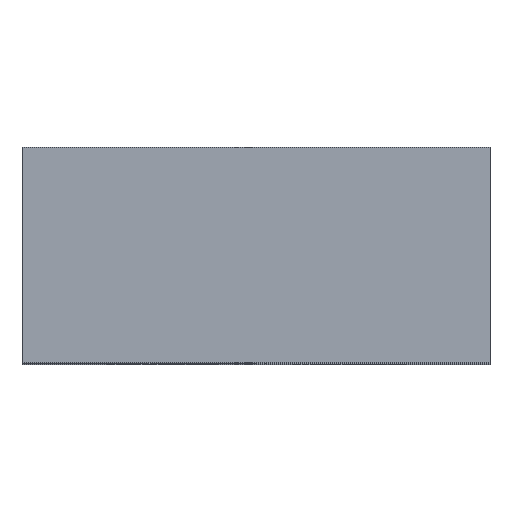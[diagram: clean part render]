
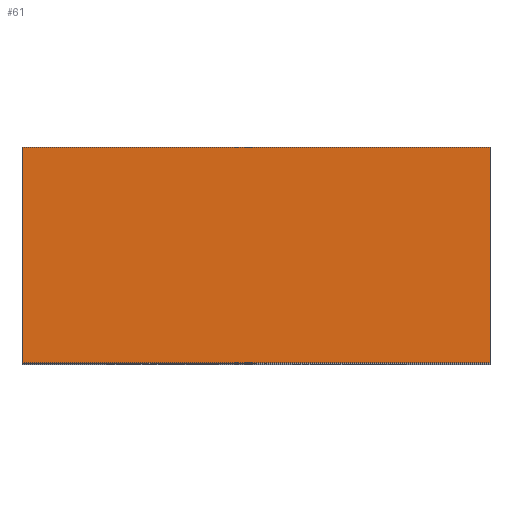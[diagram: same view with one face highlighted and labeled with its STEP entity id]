
A CAD part, top view. The second image highlights one B-rep face of the part: STEP entity #61.
In plain terms, the highlighted planar face has unit normal (0, 0, 1).
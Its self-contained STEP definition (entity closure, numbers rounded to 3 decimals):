
#61 = ADVANCED_FACE ( 'NONE', ( #592 ), #63, .F. ) ;
#63 = PLANE ( 'NONE',  #317 ) ;
#115 = DIRECTION ( 'NONE',  ( 0., -1., 0. ) ) ;
#175 = CARTESIAN_POINT ( 'NONE',  ( 0., 23., 0. ) ) ;
#220 = CARTESIAN_POINT ( 'NONE',  ( 50., 0., 0. ) ) ;
#239 = VECTOR ( 'NONE', #483, 1000. ) ;
#263 = CARTESIAN_POINT ( 'NONE',  ( 0., 0., 0. ) ) ;
#280 = VERTEX_POINT ( 'NONE', #811 ) ;
#301 = DIRECTION ( 'NONE',  ( 0., 0., -1. ) ) ;
#317 = AXIS2_PLACEMENT_3D ( 'NONE', #453, #301, #819 ) ;
#319 = LINE ( 'NONE', #549, #239 ) ;
#349 = VECTOR ( 'NONE', #115, 1000. ) ;
#357 = CARTESIAN_POINT ( 'NONE',  ( 50., 0., 0. ) ) ;
#403 = EDGE_CURVE ( 'NONE', #712, #280, #873, .T. ) ;
#407 = EDGE_CURVE ( 'NONE', #280, #869, #745, .T. ) ;
#453 = CARTESIAN_POINT ( 'NONE',  ( 50., 0., 0. ) ) ;
#479 = CARTESIAN_POINT ( 'NONE',  ( 50., 23., 0. ) ) ;
#481 = ORIENTED_EDGE ( 'NONE', *, *, #856, .T. ) ;
#483 = DIRECTION ( 'NONE',  ( -1., 0., 0. ) ) ;
#508 = ORIENTED_EDGE ( 'NONE', *, *, #403, .F. ) ;
#549 = CARTESIAN_POINT ( 'NONE',  ( 50., 23., 0. ) ) ;
#557 = ORIENTED_EDGE ( 'NONE', *, *, #407, .F. ) ;
#585 = ORIENTED_EDGE ( 'NONE', *, *, #708, .T. ) ;
#592 = FACE_OUTER_BOUND ( 'NONE', #800, .T. ) ;
#645 = VECTOR ( 'NONE', #792, 1000. ) ;
#708 = EDGE_CURVE ( 'NONE', #712, #763, #319, .T. ) ;
#712 = VERTEX_POINT ( 'NONE', #479 ) ;
#730 = CARTESIAN_POINT ( 'NONE',  ( 0., 0., 0. ) ) ;
#745 = LINE ( 'NONE', #357, #645 ) ;
#756 = VECTOR ( 'NONE', #890, 1000. ) ;
#763 = VERTEX_POINT ( 'NONE', #175 ) ;
#792 = DIRECTION ( 'NONE',  ( -1., 0., 0. ) ) ;
#800 = EDGE_LOOP ( 'NONE', ( #481, #557, #508, #585 ) ) ;
#811 = CARTESIAN_POINT ( 'NONE',  ( 50., 0., 0. ) ) ;
#819 = DIRECTION ( 'NONE',  ( -1., 0., 0. ) ) ;
#856 = EDGE_CURVE ( 'NONE', #763, #869, #937, .T. ) ;
#869 = VERTEX_POINT ( 'NONE', #730 ) ;
#873 = LINE ( 'NONE', #220, #756 ) ;
#890 = DIRECTION ( 'NONE',  ( 0., -1., 0. ) ) ;
#937 = LINE ( 'NONE', #263, #349 ) ;
